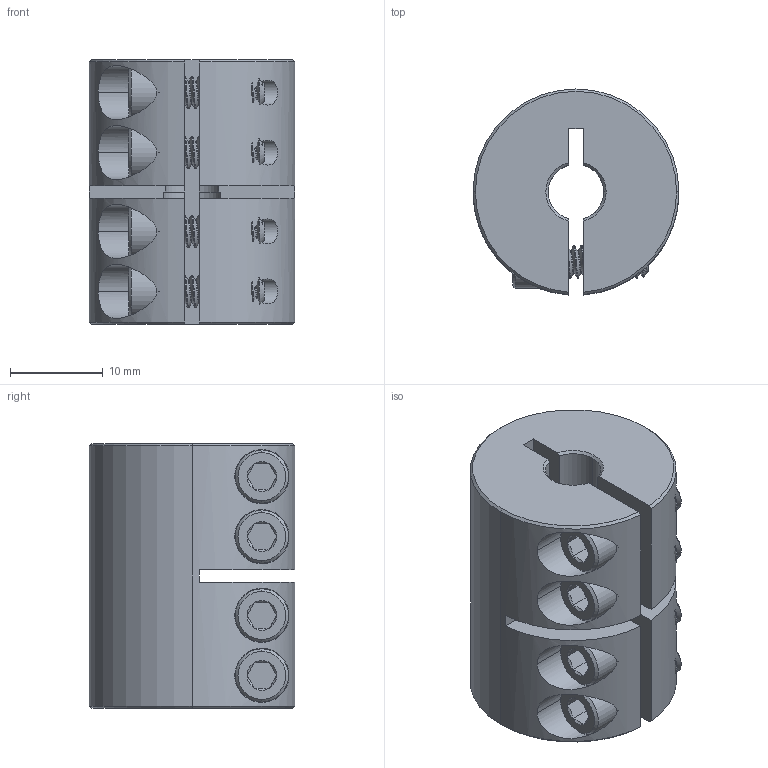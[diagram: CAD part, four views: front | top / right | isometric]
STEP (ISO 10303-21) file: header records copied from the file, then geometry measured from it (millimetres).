
FILE_DESCRIPTION (( 'STEP AP203' ), '1' );
FILE_NAME ('625100 assembly.STEP', '2016-08-25T18:21:36', ( '' ), ( '' ), 'SwSTEP 2.0', 'SolidWorks 2014', '' );
FILE_SCHEMA (( 'CONFIG_CONTROL_DESIGN' ));
Length unit declared in the file: inch
Products named in the file (3): 625100 assembly; 632112_90128A121; 625100
Assembly tree (5 placements, depth 2):
  625100 assembly
    625100
    632112_90128A121  x4
Bounding box: 22.23 x 22.2 x 28.57 mm (x, y, z)
Volume: 9325.5 mm3; surface area: 5763.9 mm2
Topology: 5 solids, 5 shells, 402 faces, 1070 edges, 690 vertices
Faces by surface type: cylinder 269, cone 64, plane 61, bspline 8
Entity records: 6949 total; most frequent: CARTESIAN_POINT 3139, ORIENTED_EDGE 796, DIRECTION 646, EDGE_CURVE 398, VERTEX_POINT 258, AXIS2_PLACEMENT_3D 247, EDGE_LOOP 172, LINE 152
